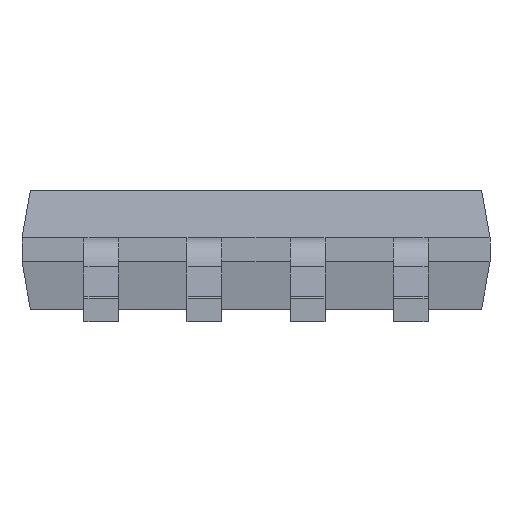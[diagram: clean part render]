
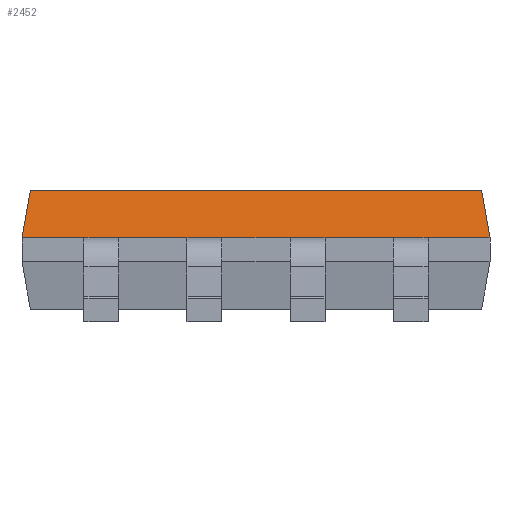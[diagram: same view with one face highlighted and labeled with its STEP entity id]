
A CAD part, front view. The second image highlights one B-rep face of the part: STEP entity #2452.
In plain terms, the highlighted planar face has unit normal (0, -0.985, 0.174).
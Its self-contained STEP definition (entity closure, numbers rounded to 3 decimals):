
#130 = CARTESIAN_POINT ( 'NONE',  ( 1.434, -1.359, 0.307 ) ) ;
#229 = LINE ( 'NONE', #11978, #15509 ) ;
#239 = ORIENTED_EDGE ( 'NONE', *, *, #12372, .T. ) ;
#482 = DIRECTION ( 'NONE',  ( -1., 0., 0. ) ) ;
#727 = CARTESIAN_POINT ( 'NONE',  ( 0., -1.347, 0.375 ) ) ;
#798 = LINE ( 'NONE', #13809, #12895 ) ;
#845 = VERTEX_POINT ( 'NONE', #1991 ) ;
#989 = VECTOR ( 'NONE', #12640, 1000. ) ;
#1139 = FACE_OUTER_BOUND ( 'NONE', #15758, .T. ) ;
#1794 = LINE ( 'NONE', #9311, #16228 ) ;
#1991 = CARTESIAN_POINT ( 'NONE',  ( -1.422, -1.347, 0.375 ) ) ;
#2449 = CARTESIAN_POINT ( 'NONE',  ( -0.215, -1.4, 0.075 ) ) ;
#2452 = ADVANCED_FACE ( 'NONE', ( #1139 ), #2783, .T. ) ;
#2463 = VERTEX_POINT ( 'NONE', #3721 ) ;
#2611 = CARTESIAN_POINT ( 'NONE',  ( 1.085, -1.4, 0.075 ) ) ;
#2694 = ORIENTED_EDGE ( 'NONE', *, *, #7832, .F. ) ;
#2783 = PLANE ( 'NONE',  #12189 ) ;
#2950 = EDGE_CURVE ( 'NONE', #12479, #12384, #1794, .T. ) ;
#3055 = CARTESIAN_POINT ( 'NONE',  ( 0.215, -1.4, 0.075 ) ) ;
#3139 = ORIENTED_EDGE ( 'NONE', *, *, #13175, .T. ) ;
#3212 = LINE ( 'NONE', #727, #12991 ) ;
#3721 = CARTESIAN_POINT ( 'NONE',  ( 0.435, -1.4, 0.075 ) ) ;
#3808 = VECTOR ( 'NONE', #10699, 1000. ) ;
#4055 = LINE ( 'NONE', #130, #13974 ) ;
#4153 = VERTEX_POINT ( 'NONE', #10539 ) ;
#4488 = EDGE_CURVE ( 'NONE', #10471, #13116, #10226, .T. ) ;
#4755 = VERTEX_POINT ( 'NONE', #7563 ) ;
#5285 = VERTEX_POINT ( 'NONE', #2611 ) ;
#5365 = LINE ( 'NONE', #5530, #3808 ) ;
#5490 = LINE ( 'NONE', #11545, #8963 ) ;
#5530 = CARTESIAN_POINT ( 'NONE',  ( -1.432, -1.357, 0.32 ) ) ;
#5841 = DIRECTION ( 'NONE',  ( -1., 0., 0. ) ) ;
#5869 = CARTESIAN_POINT ( 'NONE',  ( -0.435, -1.4, 0.075 ) ) ;
#6549 = DIRECTION ( 'NONE',  ( -1., 0., 0. ) ) ;
#6584 = CARTESIAN_POINT ( 'NONE',  ( -1.475, -1.4, 0.075 ) ) ;
#6689 = DIRECTION ( 'NONE',  ( -1., 0., 0. ) ) ;
#6867 = DIRECTION ( 'NONE',  ( 1., 0., 0. ) ) ;
#7400 = CARTESIAN_POINT ( 'NONE',  ( -1.475, -1.4, 0.075 ) ) ;
#7563 = CARTESIAN_POINT ( 'NONE',  ( -0.865, -1.4, 0.075 ) ) ;
#7593 = CARTESIAN_POINT ( 'NONE',  ( -1.475, -1.4, 0.075 ) ) ;
#7771 = ORIENTED_EDGE ( 'NONE', *, *, #9156, .F. ) ;
#7832 = EDGE_CURVE ( 'NONE', #2463, #16229, #12209, .T. ) ;
#8514 = EDGE_CURVE ( 'NONE', #5285, #4153, #229, .T. ) ;
#8729 = EDGE_CURVE ( 'NONE', #5285, #15032, #798, .T. ) ;
#8749 = VECTOR ( 'NONE', #11595, 1000. ) ;
#8963 = VECTOR ( 'NONE', #6867, 1000. ) ;
#9146 = VECTOR ( 'NONE', #11959, 1000. ) ;
#9156 = EDGE_CURVE ( 'NONE', #4755, #13116, #14516, .T. ) ;
#9311 = CARTESIAN_POINT ( 'NONE',  ( -0.215, -1.4, 0.075 ) ) ;
#9616 = VECTOR ( 'NONE', #5841, 1000. ) ;
#9669 = ORIENTED_EDGE ( 'NONE', *, *, #11009, .T. ) ;
#9677 = ORIENTED_EDGE ( 'NONE', *, *, #4488, .T. ) ;
#9738 = CARTESIAN_POINT ( 'NONE',  ( 0.435, -1.4, 0.075 ) ) ;
#9897 = CARTESIAN_POINT ( 'NONE',  ( 1.475, -1.4, 0.075 ) ) ;
#10114 = CARTESIAN_POINT ( 'NONE',  ( -1.085, -1.4, 0.075 ) ) ;
#10226 = LINE ( 'NONE', #6584, #8749 ) ;
#10352 = DIRECTION ( 'NONE',  ( 0.171, -0.171, -0.97 ) ) ;
#10400 = VERTEX_POINT ( 'NONE', #12099 ) ;
#10471 = VERTEX_POINT ( 'NONE', #7593 ) ;
#10490 = ORIENTED_EDGE ( 'NONE', *, *, #8729, .T. ) ;
#10539 = CARTESIAN_POINT ( 'NONE',  ( 0.865, -1.4, 0.075 ) ) ;
#10699 = DIRECTION ( 'NONE',  ( -0.171, -0.171, -0.97 ) ) ;
#10755 = EDGE_CURVE ( 'NONE', #2463, #4153, #13642, .T. ) ;
#11009 = EDGE_CURVE ( 'NONE', #12479, #16229, #16085, .T. ) ;
#11545 = CARTESIAN_POINT ( 'NONE',  ( -1.475, -1.4, 0.075 ) ) ;
#11595 = DIRECTION ( 'NONE',  ( 1., 0., 0. ) ) ;
#11635 = ORIENTED_EDGE ( 'NONE', *, *, #14147, .F. ) ;
#11959 = DIRECTION ( 'NONE',  ( 1., 0., 0. ) ) ;
#11978 = CARTESIAN_POINT ( 'NONE',  ( 1.085, -1.4, 0.075 ) ) ;
#12099 = CARTESIAN_POINT ( 'NONE',  ( 1.422, -1.347, 0.375 ) ) ;
#12189 = AXIS2_PLACEMENT_3D ( 'NONE', #13135, #14148, #15580 ) ;
#12209 = LINE ( 'NONE', #9738, #9616 ) ;
#12256 = ORIENTED_EDGE ( 'NONE', *, *, #12496, .T. ) ;
#12372 = EDGE_CURVE ( 'NONE', #10400, #845, #3212, .T. ) ;
#12384 = VERTEX_POINT ( 'NONE', #5869 ) ;
#12479 = VERTEX_POINT ( 'NONE', #2449 ) ;
#12496 = EDGE_CURVE ( 'NONE', #4755, #12384, #5490, .T. ) ;
#12640 = DIRECTION ( 'NONE',  ( 1., 0., 0. ) ) ;
#12895 = VECTOR ( 'NONE', #15006, 1000. ) ;
#12991 = VECTOR ( 'NONE', #482, 1000. ) ;
#13116 = VERTEX_POINT ( 'NONE', #10114 ) ;
#13135 = CARTESIAN_POINT ( 'NONE',  ( 0., -1.4, 0.075 ) ) ;
#13175 = EDGE_CURVE ( 'NONE', #845, #10471, #5365, .T. ) ;
#13642 = LINE ( 'NONE', #7400, #989 ) ;
#13809 = CARTESIAN_POINT ( 'NONE',  ( -1.475, -1.4, 0.075 ) ) ;
#13974 = VECTOR ( 'NONE', #10352, 1000. ) ;
#14147 = EDGE_CURVE ( 'NONE', #10400, #15032, #4055, .T. ) ;
#14148 = DIRECTION ( 'NONE',  ( 0., -0.985, 0.174 ) ) ;
#14261 = CARTESIAN_POINT ( 'NONE',  ( -0.865, -1.4, 0.075 ) ) ;
#14516 = LINE ( 'NONE', #14261, #15059 ) ;
#14646 = CARTESIAN_POINT ( 'NONE',  ( -1.475, -1.4, 0.075 ) ) ;
#14680 = ORIENTED_EDGE ( 'NONE', *, *, #10755, .T. ) ;
#15006 = DIRECTION ( 'NONE',  ( 1., 0., 0. ) ) ;
#15032 = VERTEX_POINT ( 'NONE', #9897 ) ;
#15059 = VECTOR ( 'NONE', #15623, 1000. ) ;
#15314 = ORIENTED_EDGE ( 'NONE', *, *, #2950, .F. ) ;
#15509 = VECTOR ( 'NONE', #6549, 1000. ) ;
#15580 = DIRECTION ( 'NONE',  ( 0., -0.174, -0.985 ) ) ;
#15623 = DIRECTION ( 'NONE',  ( -1., 0., 0. ) ) ;
#15758 = EDGE_LOOP ( 'NONE', ( #9677, #7771, #12256, #15314, #9669, #2694, #14680, #16420, #10490, #11635, #239, #3139 ) ) ;
#16085 = LINE ( 'NONE', #14646, #9146 ) ;
#16228 = VECTOR ( 'NONE', #6689, 1000. ) ;
#16229 = VERTEX_POINT ( 'NONE', #3055 ) ;
#16420 = ORIENTED_EDGE ( 'NONE', *, *, #8514, .F. ) ;
